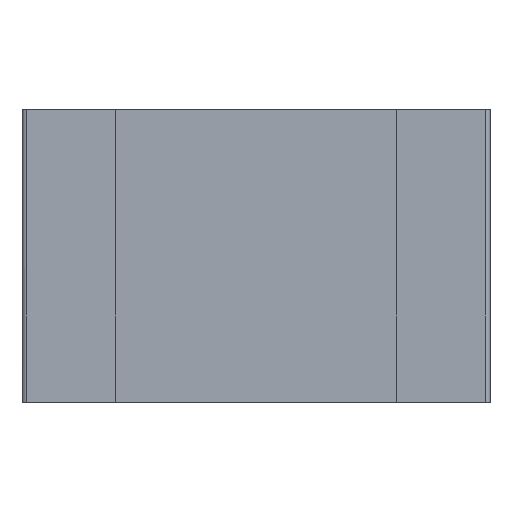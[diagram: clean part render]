
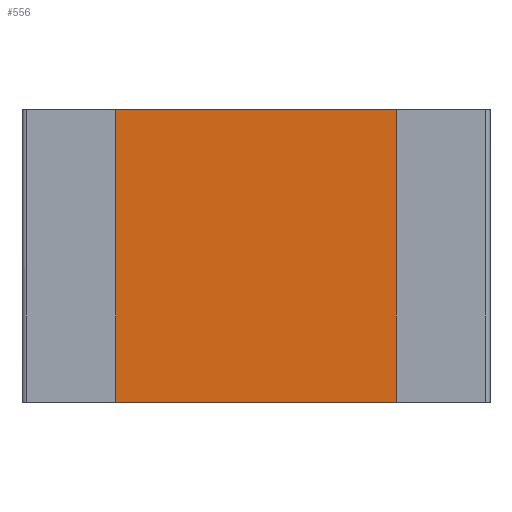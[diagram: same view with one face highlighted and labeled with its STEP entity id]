
A CAD part, top view. The second image highlights one B-rep face of the part: STEP entity #556.
In plain terms, the highlighted planar face has unit normal (0, 0, 1).
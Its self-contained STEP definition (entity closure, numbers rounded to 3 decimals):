
#97 = VERTEX_POINT('',#98);
#98 = CARTESIAN_POINT('',(-0.6,0.62,0.5));
#250 = VERTEX_POINT('',#251);
#251 = CARTESIAN_POINT('',(-0.6,-0.63,0.5));
#351 = EDGE_CURVE('',#250,#97,#352,.T.);
#352 = B_SPLINE_CURVE_WITH_KNOTS('',1,(#353,#354),.UNSPECIFIED.,.F.,.F.,
  (2,2),(0.,1.25),.PIECEWISE_BEZIER_KNOTS.);
#353 = CARTESIAN_POINT('',(-0.6,-0.63,0.5));
#354 = CARTESIAN_POINT('',(-0.6,0.62,0.5));
#385 = EDGE_CURVE('',#386,#97,#388,.T.);
#386 = VERTEX_POINT('',#387);
#387 = CARTESIAN_POINT('',(0.6,0.62,0.5));
#388 = B_SPLINE_CURVE_WITH_KNOTS('',1,(#389,#390),.UNSPECIFIED.,.F.,.F.,
  (2,2),(-1.25,-0.05),.PIECEWISE_BEZIER_KNOTS.);
#389 = CARTESIAN_POINT('',(0.6,0.62,0.5));
#390 = CARTESIAN_POINT('',(-0.6,0.62,0.5));
#540 = VERTEX_POINT('',#541);
#541 = CARTESIAN_POINT('',(0.6,-0.63,0.5));
#546 = EDGE_CURVE('',#250,#540,#547,.T.);
#547 = B_SPLINE_CURVE_WITH_KNOTS('',1,(#548,#549),.UNSPECIFIED.,.F.,.F.,
  (2,2),(0.05,1.25),.PIECEWISE_BEZIER_KNOTS.);
#548 = CARTESIAN_POINT('',(-0.6,-0.63,0.5));
#549 = CARTESIAN_POINT('',(0.6,-0.63,0.5));
#556 = ADVANCED_FACE('',(#557),#567,.T.);
#557 = FACE_BOUND('',#558,.T.);
#558 = EDGE_LOOP('',(#559,#560,#565,#566));
#559 = ORIENTED_EDGE('',*,*,#546,.T.);
#560 = ORIENTED_EDGE('',*,*,#561,.T.);
#561 = EDGE_CURVE('',#540,#386,#562,.T.);
#562 = B_SPLINE_CURVE_WITH_KNOTS('',1,(#563,#564),.UNSPECIFIED.,.F.,.F.,
  (2,2),(0.,1.25),.PIECEWISE_BEZIER_KNOTS.);
#563 = CARTESIAN_POINT('',(0.6,-0.63,0.5));
#564 = CARTESIAN_POINT('',(0.6,0.62,0.5));
#565 = ORIENTED_EDGE('',*,*,#385,.T.);
#566 = ORIENTED_EDGE('',*,*,#351,.F.);
#567 = PLANE('',#568);
#568 = AXIS2_PLACEMENT_3D('',#569,#570,#571);
#569 = CARTESIAN_POINT('',(-0.6,-0.63,0.5));
#570 = DIRECTION('',(0.,0.,1.));
#571 = DIRECTION('',(1.,0.,0.));
